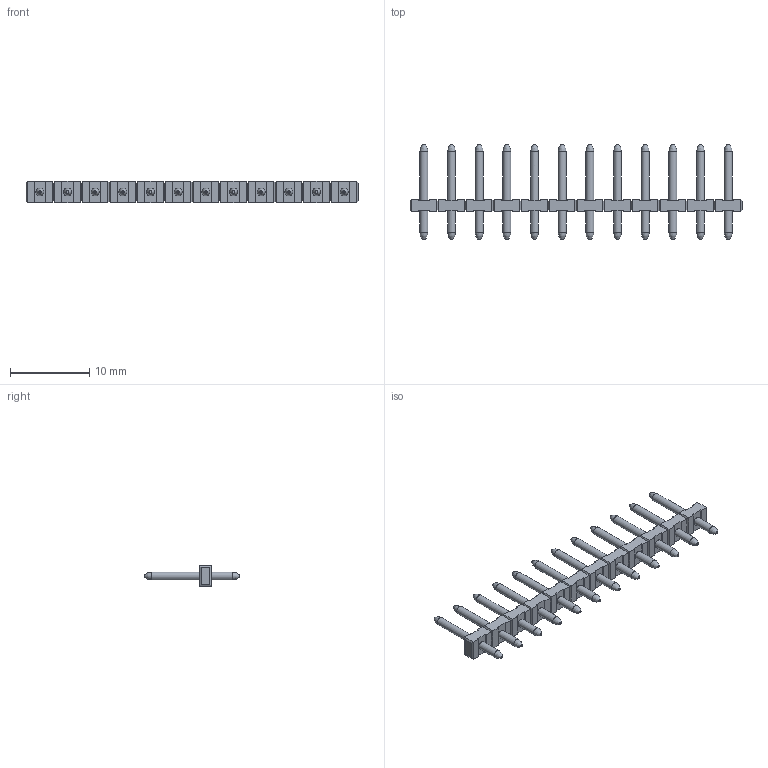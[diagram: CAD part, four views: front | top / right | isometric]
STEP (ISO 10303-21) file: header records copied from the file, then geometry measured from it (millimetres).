
FILE_DESCRIPTION((''),'2;1');
FILE_NAME('13921.4_13921.4_STL1350_12_35_V.stp','2013-11-12T13:38:35',('swilken'),(''),'Autodesk Inventor 2011','Autodesk Inventor 2011','');
FILE_SCHEMA(('AUTOMOTIVE_DESIGN { 1 0 10303 214 1 1 1 1 }'));
Length unit declared in the file: millimetre
Products named in the file (1): 13921.4_STL1350_12_35_V
Bounding box: 42 x 12 x 2.7 mm (x, y, z)
Volume: 259.4 mm3; surface area: 773.5 mm2
Topology: 1 solids, 1 shells, 314 faces, 712 edges, 424 vertices
Faces by surface type: plane 266, bspline 24, cylinder 24
Full cylindrical faces by diameter (mm): 1 x24
Entity records: 8678 total; most frequent: CARTESIAN_POINT 2003, DIRECTION 1306, ORIENTED_EDGE 1304, EDGE_CURVE 652, VECTOR 580, LINE 580, VERTEX_POINT 412, EDGE_LOOP 386
